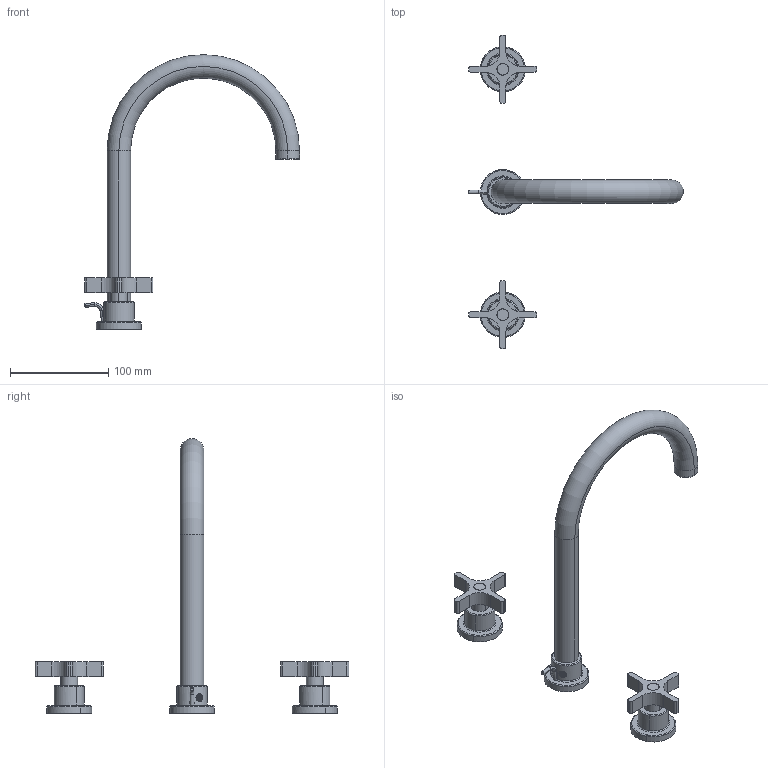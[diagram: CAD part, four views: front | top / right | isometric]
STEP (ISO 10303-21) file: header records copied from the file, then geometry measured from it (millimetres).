
FILE_DESCRIPTION(('CATIA V5 STEP Exchange','CAx-IF Rec.Pracs.--- Model Styling and Organization---1.5--- 2016-08-15','CAx-IF Rec.Pracs.---Supplemental Geometry---1.0---2011-11-01','CAx-IF Rec.Pracs.--- Composite Materials ---3.4---2017-06-13','CAx-IF Rec.Pracs.---Tessellated 3D Geometry---1.0---2015-12-17'),'2;1');
FILE_NAME('GS001060.stp','2023-02-03T13:34:28+00:00',('none'),('none'),'CATIA Version 5-6 Release 2020 SP2','CATIA V5 STEP AP242 v2','none');
FILE_SCHEMA(('AP242_MANAGED_MODEL_BASED_3D_ENGINEERING_MIM_LF {1 0 10303 442 1 1 4}'));
Length unit declared in the file: millimetre
Products named in the file (1): Product1_AllCATPart
Bounding box: 218.98 x 319.5 x 279.8 mm (x, y, z)
Volume: 145853.6 mm3; surface area: 94972.9 mm2
Topology: 6 solids, 9 shells, 244 faces, 593 edges, 390 vertices
Faces by surface type: cylinder 121, plane 71, torus 26, cone 26
Entity records: 7058 total; most frequent: CARTESIAN_POINT 1495, ORIENTED_EDGE 1186, DIRECTION 891, EDGE_CURVE 593, AXIS2_PLACEMENT_3D 494, VERTEX_POINT 390, CIRCLE 323, EDGE_LOOP 275
